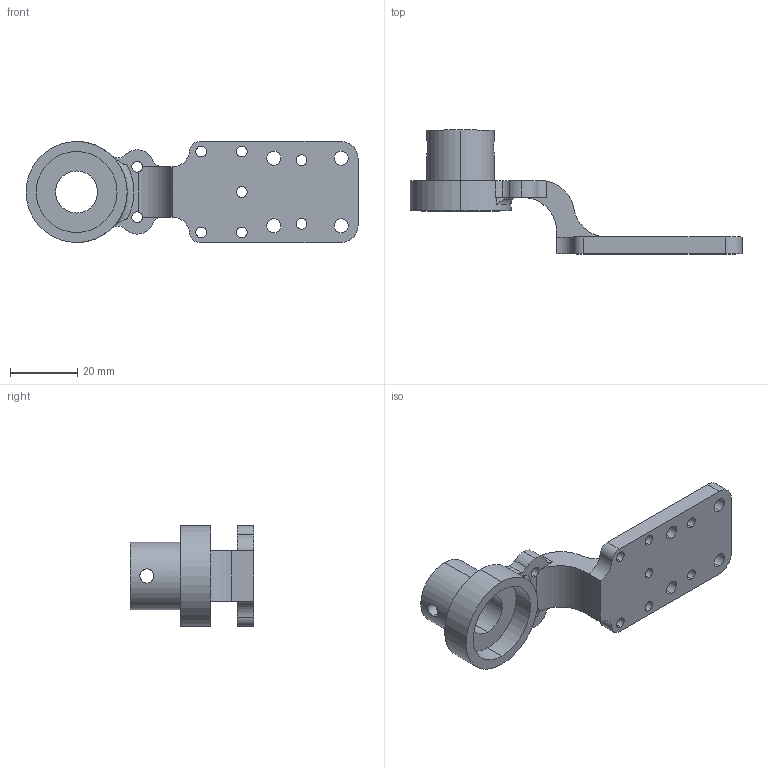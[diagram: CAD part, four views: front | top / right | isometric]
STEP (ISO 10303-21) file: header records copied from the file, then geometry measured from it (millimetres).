
FILE_DESCRIPTION (( 'STEP AP203' ), '1' );
FILE_NAME ('轴保持架下（数量2，24为轴承位）.STEP', '2021-09-16T03:22:02', ( '' ), ( '' ), 'SwSTEP 2.0', 'SolidWorks 2018', '' );
FILE_SCHEMA (( 'CONFIG_CONTROL_DESIGN' ));
Length unit declared in the file: millimetre
Products named in the file (1): 轴保持架下（数量2，24为轴承位）
Bounding box: 98.5 x 36.75 x 30 mm (x, y, z)
Volume: 16388.6 mm3; surface area: 9686.5 mm2
Topology: 1 solids, 1 shells, 72 faces, 210 edges, 140 vertices
Faces by surface type: cylinder 58, plane 13, torus 1
Entity records: 2830 total; most frequent: CARTESIAN_POINT 693, DIRECTION 455, ORIENTED_EDGE 420, EDGE_CURVE 210, AXIS2_PLACEMENT_3D 186, VERTEX_POINT 140, CIRCLE 113, EDGE_LOOP 104
